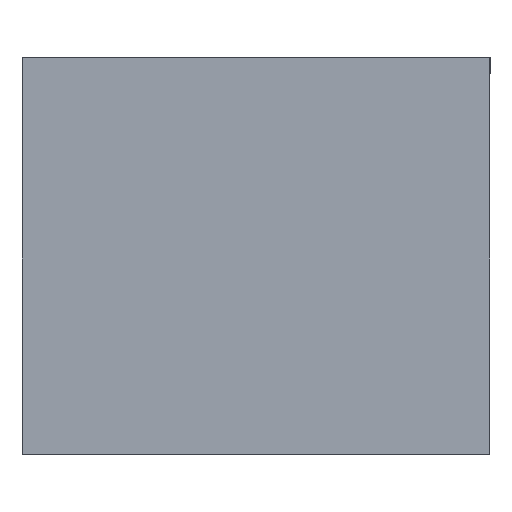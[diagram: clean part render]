
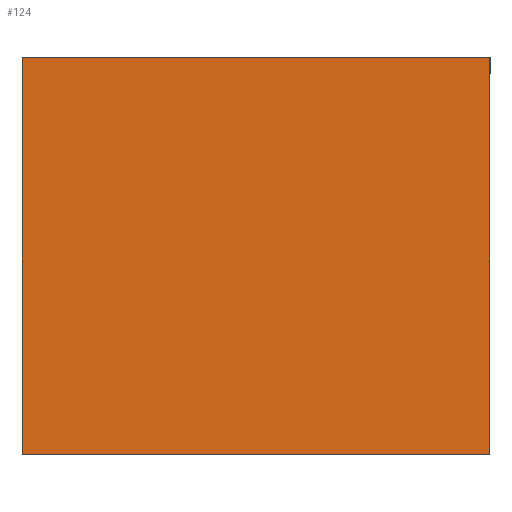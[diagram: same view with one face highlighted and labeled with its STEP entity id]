
A CAD part, top view. The second image highlights one B-rep face of the part: STEP entity #124.
In plain terms, the highlighted planar face has unit normal (0, 0, 1).
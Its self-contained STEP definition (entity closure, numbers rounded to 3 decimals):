
#10 = VECTOR ( 'NONE', #223, 1000. ) ;
#13 = LINE ( 'NONE', #154, #10 ) ;
#18 = PLANE ( 'NONE',  #146 ) ;
#24 = CARTESIAN_POINT ( 'NONE',  ( -335., -244.5, 10. ) ) ;
#28 = EDGE_LOOP ( 'NONE', ( #224, #95, #192, #38 ) ) ;
#30 = CARTESIAN_POINT ( 'NONE',  ( 0., 0., 10. ) ) ;
#34 = DIRECTION ( 'NONE',  ( 0., -1., 0. ) ) ;
#36 = EDGE_CURVE ( 'NONE', #200, #177, #66, .T. ) ;
#38 = ORIENTED_EDGE ( 'NONE', *, *, #204, .T. ) ;
#44 = FACE_OUTER_BOUND ( 'NONE', #28, .T. ) ;
#47 = EDGE_CURVE ( 'NONE', #62, #200, #158, .T. ) ;
#48 = CARTESIAN_POINT ( 'NONE',  ( -335., 0., 10. ) ) ;
#54 = DIRECTION ( 'NONE',  ( -1., 0., 0. ) ) ;
#57 = CARTESIAN_POINT ( 'NONE',  ( -335., 374.5, 10. ) ) ;
#62 = VERTEX_POINT ( 'NONE', #181 ) ;
#66 = LINE ( 'NONE', #48, #99 ) ;
#95 = ORIENTED_EDGE ( 'NONE', *, *, #47, .T. ) ;
#97 = DIRECTION ( 'NONE',  ( 1., 0., 0. ) ) ;
#99 = VECTOR ( 'NONE', #34, 1000. ) ;
#102 = VERTEX_POINT ( 'NONE', #149 ) ;
#115 = VECTOR ( 'NONE', #130, 1000. ) ;
#124 = ADVANCED_FACE ( 'NONE', ( #44 ), #18, .F. ) ;
#130 = DIRECTION ( 'NONE',  ( -1., 0., 0. ) ) ;
#142 = EDGE_CURVE ( 'NONE', #102, #62, #13, .T. ) ;
#146 = AXIS2_PLACEMENT_3D ( 'NONE', #30, #162, #54 ) ;
#149 = CARTESIAN_POINT ( 'NONE',  ( 395., -244.5, 10. ) ) ;
#154 = CARTESIAN_POINT ( 'NONE',  ( 395., 0., 10. ) ) ;
#156 = VECTOR ( 'NONE', #97, 1000. ) ;
#158 = LINE ( 'NONE', #220, #115 ) ;
#162 = DIRECTION ( 'NONE',  ( 0., 0., -1. ) ) ;
#169 = LINE ( 'NONE', #186, #156 ) ;
#177 = VERTEX_POINT ( 'NONE', #24 ) ;
#181 = CARTESIAN_POINT ( 'NONE',  ( 395., 374.5, 10. ) ) ;
#186 = CARTESIAN_POINT ( 'NONE',  ( 0., -244.5, 10. ) ) ;
#192 = ORIENTED_EDGE ( 'NONE', *, *, #36, .T. ) ;
#200 = VERTEX_POINT ( 'NONE', #57 ) ;
#204 = EDGE_CURVE ( 'NONE', #177, #102, #169, .T. ) ;
#220 = CARTESIAN_POINT ( 'NONE',  ( 0., 374.5, 10. ) ) ;
#223 = DIRECTION ( 'NONE',  ( 0., 1., 0. ) ) ;
#224 = ORIENTED_EDGE ( 'NONE', *, *, #142, .T. ) ;
